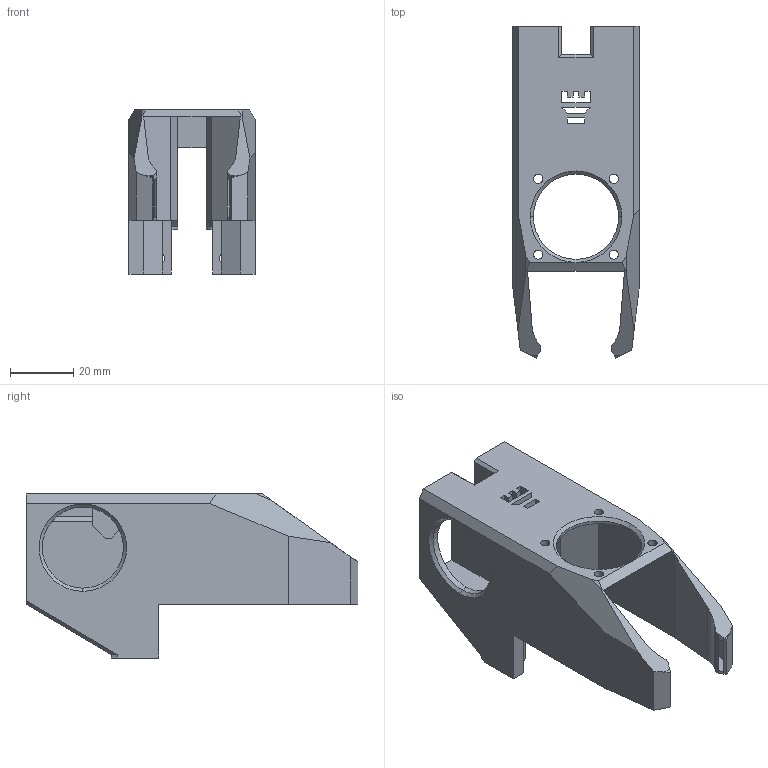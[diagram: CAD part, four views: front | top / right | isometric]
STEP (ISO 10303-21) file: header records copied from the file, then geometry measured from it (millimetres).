
FILE_DESCRIPTION (( 'STEP AP214' ), '1' );
FILE_NAME ('Fan Shroud 3010 open mouth.STEP', '2023-01-28T20:49:55', ( '' ), ( '' ), 'SwSTEP 2.0', 'SolidWorks 2020', '' );
FILE_SCHEMA (( 'AUTOMOTIVE_DESIGN' ));
Length unit declared in the file: millimetre
Products named in the file (1): Fan Shroud 3010 open mouth
Bounding box: 40 x 105.17 x 52 mm (x, y, z)
Volume: 32272.1 mm3; surface area: 34036.1 mm2
Topology: 1 solids, 1 shells, 223 faces, 631 edges, 405 vertices
Faces by surface type: plane 183, cylinder 30, cone 10
Entity records: 7207 total; most frequent: CARTESIAN_POINT 1312, ORIENTED_EDGE 1262, DIRECTION 1139, EDGE_CURVE 631, LINE 555, VECTOR 555, VERTEX_POINT 405, AXIS2_PLACEMENT_3D 292
